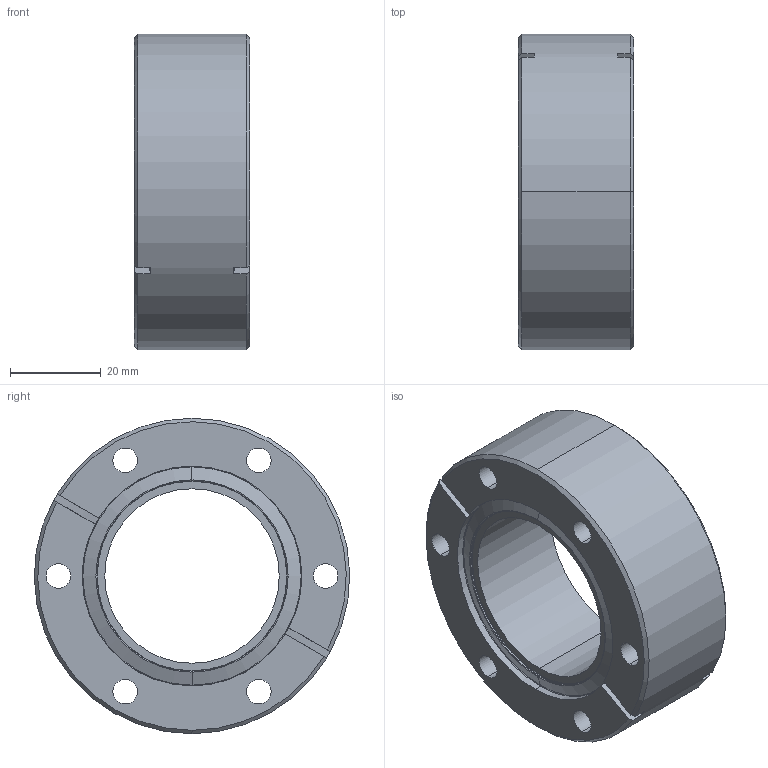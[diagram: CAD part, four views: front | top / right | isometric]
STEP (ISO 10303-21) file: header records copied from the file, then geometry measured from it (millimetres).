
FILE_DESCRIPTION (( 'STEP AP203' ), '1' );
FILE_NAME ('140042_A.STEP', '2024-03-26T08:03:09', ( '' ), ( '' ), 'SwSTEP 2.0', 'SolidWorks 2022', '' );
FILE_SCHEMA (( 'CONFIG_CONTROL_DESIGN' ));
Length unit declared in the file: inch
Products named in the file (1): 140042_A
Bounding box: 25.4 x 69.33 x 69.34 mm (x, y, z)
Volume: 61047 mm3; surface area: 16542.8 mm2
Topology: 1 solids, 1 shells, 64 faces, 164 edges, 102 vertices
Faces by surface type: cylinder 28, plane 14, torus 12, cone 10
Entity records: 2089 total; most frequent: CARTESIAN_POINT 379, DIRECTION 372, ORIENTED_EDGE 328, EDGE_CURVE 164, AXIS2_PLACEMENT_3D 159, VERTEX_POINT 102, CIRCLE 94, EDGE_LOOP 78
